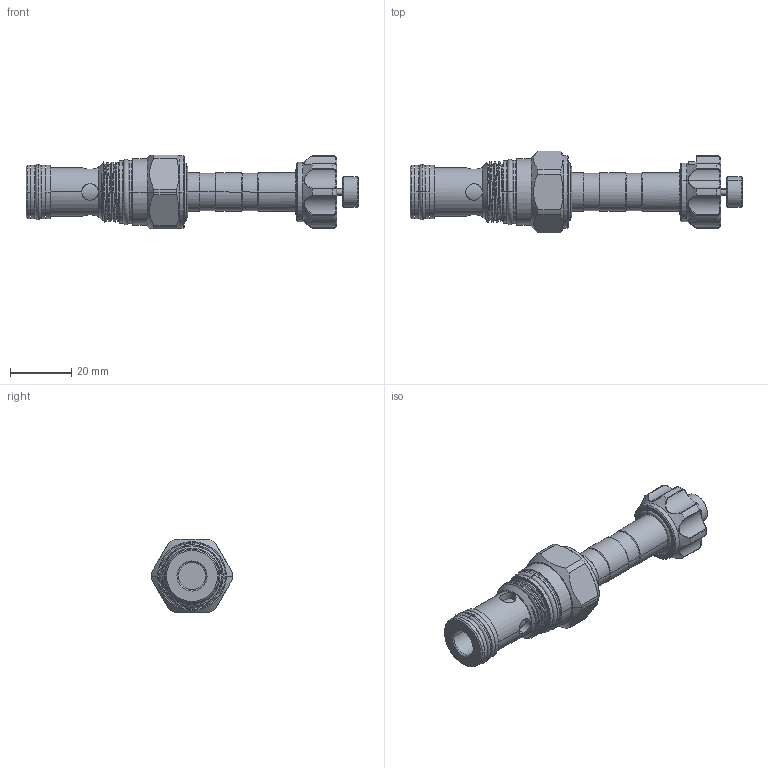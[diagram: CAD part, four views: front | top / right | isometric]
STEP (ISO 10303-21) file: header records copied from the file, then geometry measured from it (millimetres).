
FILE_DESCRIPTION (( 'STEP AP203' ), '1' );
FILE_NAME ('EP13A2A32P05.STEP', '2020-04-08T00:44:11', ( '' ), ( '' ), 'SwSTEP 2.0', 'SolidWorks 2018', '' );
FILE_SCHEMA (( 'CONFIG_CONTROL_DESIGN' ));
Length unit declared in the file: millimetre
Products named in the file (1): EP13A2A32P05
Bounding box: 108.4 x 26.7 x 24 mm (x, y, z)
Volume: 24336.4 mm3; surface area: 9793.4 mm2
Topology: 5 solids, 5 shells, 289 faces, 681 edges, 418 vertices
Faces by surface type: cylinder 133, cone 44, torus 39, bspline 38, plane 35
Entity records: 14196 total; most frequent: CARTESIAN_POINT 7728, ORIENTED_EDGE 1358, DIRECTION 1331, EDGE_CURVE 679, AXIS2_PLACEMENT_3D 575, VERTEX_POINT 418, CIRCLE 323, EDGE_LOOP 317
